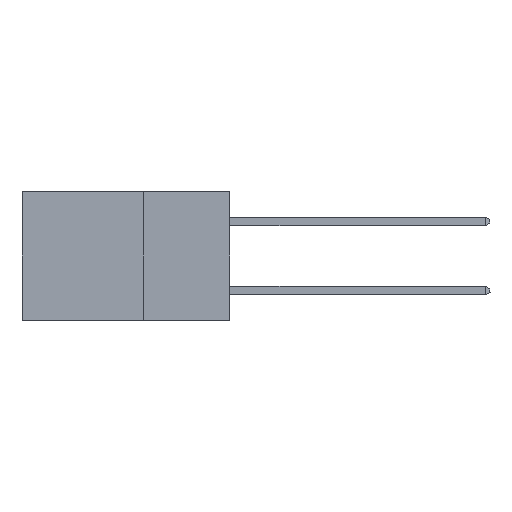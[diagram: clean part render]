
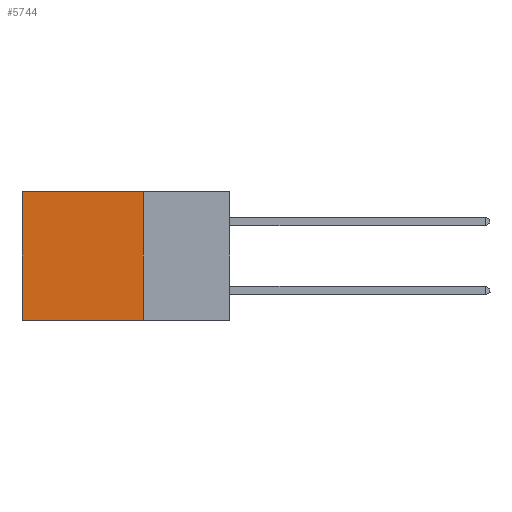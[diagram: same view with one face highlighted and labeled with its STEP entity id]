
A CAD part, left-side view. The second image highlights one B-rep face of the part: STEP entity #5744.
In plain terms, the highlighted planar face has unit normal (-1, 0, 0).
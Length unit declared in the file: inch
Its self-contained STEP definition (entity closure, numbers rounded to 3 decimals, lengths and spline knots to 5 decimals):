
#406 = CARTESIAN_POINT ( 'NONE',  ( 0.298, 0.25, 0. ) ) ;
#1777 = ORIENTED_EDGE ( 'NONE', *, *, #4161, .T. ) ;
#1813 = EDGE_CURVE ( 'NONE', #15391, #8473, #17212, .T. ) ;
#1920 = EDGE_CURVE ( 'NONE', #8473, #17062, #13745, .T. ) ;
#1986 = VECTOR ( 'NONE', #5010, 39.37008 ) ;
#2115 = DIRECTION ( 'NONE',  ( 0., 0., -1. ) ) ;
#2606 = VECTOR ( 'NONE', #11793, 39.37008 ) ;
#3453 = VECTOR ( 'NONE', #17723, 39.37008 ) ;
#4161 = EDGE_CURVE ( 'NONE', #15391, #9194, #17253, .T. ) ;
#5010 = DIRECTION ( 'NONE',  ( 0., 1., 0. ) ) ;
#5668 = CARTESIAN_POINT ( 'NONE',  ( 0.298, 0.25, -0.37 ) ) ;
#5744 = ADVANCED_FACE ( 'NONE', ( #17209 ), #16387, .F. ) ;
#7451 = DIRECTION ( 'NONE',  ( 0., 1., 0. ) ) ;
#8186 = CARTESIAN_POINT ( 'NONE',  ( 0.298, 0.25, 0. ) ) ;
#8409 = CARTESIAN_POINT ( 'NONE',  ( 0.298, 0.6, -0.37 ) ) ;
#8473 = VERTEX_POINT ( 'NONE', #14317 ) ;
#9194 = VERTEX_POINT ( 'NONE', #9240 ) ;
#9240 = CARTESIAN_POINT ( 'NONE',  ( 0.298, 0.6, 0. ) ) ;
#10388 = LINE ( 'NONE', #11659, #2606 ) ;
#11642 = DIRECTION ( 'NONE',  ( 1., 0., 0. ) ) ;
#11659 = CARTESIAN_POINT ( 'NONE',  ( 0.298, 0.6, 0. ) ) ;
#11792 = EDGE_LOOP ( 'NONE', ( #13362, #13204, #15889, #1777 ) ) ;
#11793 = DIRECTION ( 'NONE',  ( 0., 0., -1. ) ) ;
#13204 = ORIENTED_EDGE ( 'NONE', *, *, #1920, .F. ) ;
#13362 = ORIENTED_EDGE ( 'NONE', *, *, #15141, .T. ) ;
#13438 = AXIS2_PLACEMENT_3D ( 'NONE', #406, #11642, #2115 ) ;
#13745 = LINE ( 'NONE', #5668, #20715 ) ;
#14317 = CARTESIAN_POINT ( 'NONE',  ( 0.298, 0.25, -0.37 ) ) ;
#15141 = EDGE_CURVE ( 'NONE', #9194, #17062, #10388, .T. ) ;
#15391 = VERTEX_POINT ( 'NONE', #18790 ) ;
#15889 = ORIENTED_EDGE ( 'NONE', *, *, #1813, .F. ) ;
#16387 = PLANE ( 'NONE',  #13438 ) ;
#17062 = VERTEX_POINT ( 'NONE', #8409 ) ;
#17209 = FACE_OUTER_BOUND ( 'NONE', #11792, .T. ) ;
#17212 = LINE ( 'NONE', #8186, #3453 ) ;
#17253 = LINE ( 'NONE', #17264, #1986 ) ;
#17264 = CARTESIAN_POINT ( 'NONE',  ( 0.298, 0.25, 0. ) ) ;
#17723 = DIRECTION ( 'NONE',  ( 0., 0., -1. ) ) ;
#18790 = CARTESIAN_POINT ( 'NONE',  ( 0.298, 0.25, 0. ) ) ;
#20715 = VECTOR ( 'NONE', #7451, 39.37008 ) ;
